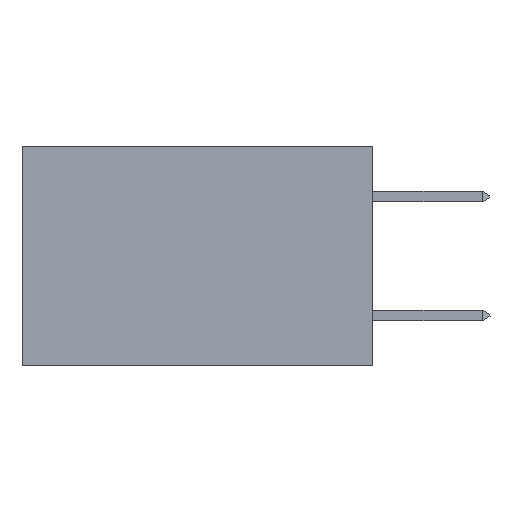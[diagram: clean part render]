
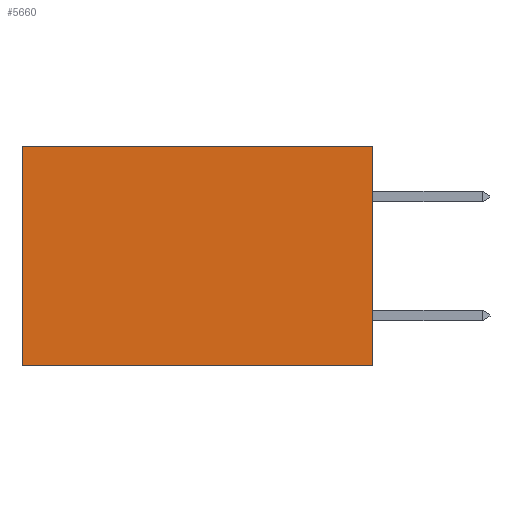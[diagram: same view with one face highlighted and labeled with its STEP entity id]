
A CAD part, left-side view. The second image highlights one B-rep face of the part: STEP entity #5660.
In plain terms, the highlighted planar face has unit normal (-1, 0, 0).
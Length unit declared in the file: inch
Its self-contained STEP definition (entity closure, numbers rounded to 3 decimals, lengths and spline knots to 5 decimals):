
#32 = DIRECTION ( 'NONE',  ( 0., 0., -1. ) ) ;
#72 = EDGE_CURVE ( 'NONE', #5944, #5114, #6905, .T. ) ;
#93 = EDGE_CURVE ( 'NONE', #5832, #5944, #2568, .T. ) ;
#188 = ORIENTED_EDGE ( 'NONE', *, *, #9214, .T. ) ;
#860 = VECTOR ( 'NONE', #2465, 39.37008 ) ;
#873 = EDGE_LOOP ( 'NONE', ( #3532, #3572, #3004, #188 ) ) ;
#2107 = LINE ( 'NONE', #7749, #7915 ) ;
#2465 = DIRECTION ( 'NONE',  ( 0., 1., 0. ) ) ;
#2500 = DIRECTION ( 'NONE',  ( 0., 0., -1. ) ) ;
#2568 = LINE ( 'NONE', #8919, #2818 ) ;
#2572 = CARTESIAN_POINT ( 'NONE',  ( 0.277, 0., 0. ) ) ;
#2805 = CARTESIAN_POINT ( 'NONE',  ( 0.277, 0.59, -0.37 ) ) ;
#2818 = VECTOR ( 'NONE', #2500, 39.37008 ) ;
#3004 = ORIENTED_EDGE ( 'NONE', *, *, #93, .F. ) ;
#3128 = FACE_OUTER_BOUND ( 'NONE', #873, .T. ) ;
#3392 = CARTESIAN_POINT ( 'NONE',  ( 0.277, 0., -0.37 ) ) ;
#3532 = ORIENTED_EDGE ( 'NONE', *, *, #8971, .T. ) ;
#3572 = ORIENTED_EDGE ( 'NONE', *, *, #72, .F. ) ;
#3683 = CARTESIAN_POINT ( 'NONE',  ( 0.277, 0., 0. ) ) ;
#4089 = CARTESIAN_POINT ( 'NONE',  ( 0.277, 0., -0.37 ) ) ;
#4273 = VECTOR ( 'NONE', #8286, 39.37008 ) ;
#4892 = VERTEX_POINT ( 'NONE', #5310 ) ;
#4908 = DIRECTION ( 'NONE',  ( 1., 0., 0. ) ) ;
#4992 = DIRECTION ( 'NONE',  ( 0., 0., -1. ) ) ;
#5114 = VERTEX_POINT ( 'NONE', #2805 ) ;
#5310 = CARTESIAN_POINT ( 'NONE',  ( 0.277, 0.59, 0. ) ) ;
#5660 = ADVANCED_FACE ( 'NONE', ( #3128 ), #9016, .F. ) ;
#5832 = VERTEX_POINT ( 'NONE', #3683 ) ;
#5944 = VERTEX_POINT ( 'NONE', #7353 ) ;
#6543 = AXIS2_PLACEMENT_3D ( 'NONE', #3392, #4908, #32 ) ;
#6905 = LINE ( 'NONE', #4089, #860 ) ;
#7353 = CARTESIAN_POINT ( 'NONE',  ( 0.277, 0., -0.37 ) ) ;
#7749 = CARTESIAN_POINT ( 'NONE',  ( 0.277, 0.59, -0.37 ) ) ;
#7915 = VECTOR ( 'NONE', #4992, 39.37008 ) ;
#8000 = LINE ( 'NONE', #2572, #4273 ) ;
#8286 = DIRECTION ( 'NONE',  ( 0., 1., 0. ) ) ;
#8919 = CARTESIAN_POINT ( 'NONE',  ( 0.277, 0., -0.37 ) ) ;
#8971 = EDGE_CURVE ( 'NONE', #4892, #5114, #2107, .T. ) ;
#9016 = PLANE ( 'NONE',  #6543 ) ;
#9214 = EDGE_CURVE ( 'NONE', #5832, #4892, #8000, .T. ) ;
